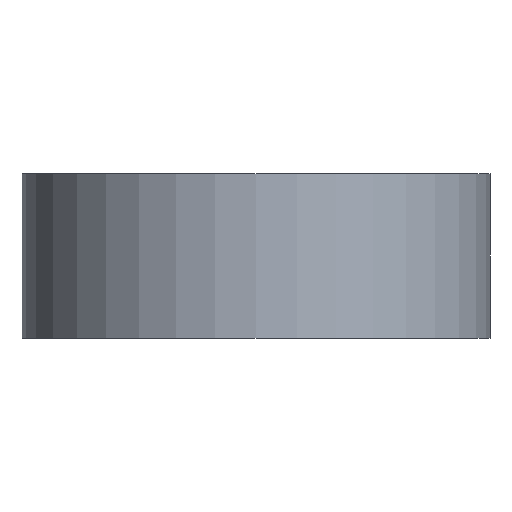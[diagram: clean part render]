
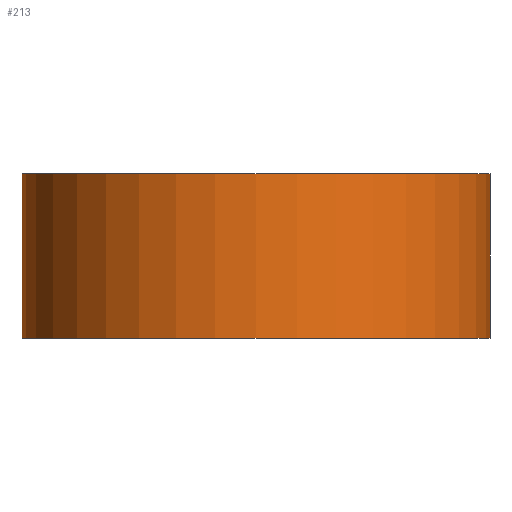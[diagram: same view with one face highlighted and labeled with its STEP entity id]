
A CAD part, front view. The second image highlights one B-rep face of the part: STEP entity #213.
In plain terms, the highlighted cylindrical face has radius 22.644 mm (diameter 45.288 mm), a partial arc.
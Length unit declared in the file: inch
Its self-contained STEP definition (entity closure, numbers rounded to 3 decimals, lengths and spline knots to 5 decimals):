
#10 = DIRECTION ( 'NONE',  ( 0., 0., -1. ) ) ;
#17 = EDGE_LOOP ( 'NONE', ( #372, #236, #424, #180 ) ) ;
#20 = CARTESIAN_POINT ( 'NONE',  ( -0.048, -2.156, 0.3125 ) ) ;
#68 = DIRECTION ( 'NONE',  ( 0., 0., -1. ) ) ;
#71 = VERTEX_POINT ( 'NONE', #376 ) ;
#77 = CIRCLE ( 'NONE', #469, 0.8915 ) ;
#81 = VECTOR ( 'NONE', #10, 39.37008 ) ;
#82 = VERTEX_POINT ( 'NONE', #453 ) ;
#84 = EDGE_CURVE ( 'NONE', #287, #398, #320, .T. ) ;
#106 = CARTESIAN_POINT ( 'NONE',  ( -0.048, -2.156, -0.3125 ) ) ;
#116 = AXIS2_PLACEMENT_3D ( 'NONE', #488, #162, #279 ) ;
#119 = FACE_OUTER_BOUND ( 'NONE', #17, .T. ) ;
#162 = DIRECTION ( 'NONE',  ( 0., 0., -1. ) ) ;
#176 = CIRCLE ( 'NONE', #552, 0.8915 ) ;
#180 = ORIENTED_EDGE ( 'NONE', *, *, #84, .T. ) ;
#186 = CYLINDRICAL_SURFACE ( 'NONE', #116, 0.8915 ) ;
#213 = ADVANCED_FACE ( 'NONE', ( #119 ), #186, .T. ) ;
#224 = CARTESIAN_POINT ( 'NONE',  ( 0.8435, -2.156, -0.3125 ) ) ;
#236 = ORIENTED_EDGE ( 'NONE', *, *, #327, .F. ) ;
#272 = DIRECTION ( 'NONE',  ( 0., 0., -1. ) ) ;
#279 = DIRECTION ( 'NONE',  ( -1., 0., 0. ) ) ;
#281 = CARTESIAN_POINT ( 'NONE',  ( 0.8435, -2.156, 0.3125 ) ) ;
#287 = VERTEX_POINT ( 'NONE', #20 ) ;
#295 = DIRECTION ( 'NONE',  ( 1., 0., 0. ) ) ;
#301 = EDGE_CURVE ( 'NONE', #71, #287, #77, .T. ) ;
#304 = VECTOR ( 'NONE', #446, 39.37008 ) ;
#308 = EDGE_CURVE ( 'NONE', #82, #398, #176, .T. ) ;
#320 = LINE ( 'NONE', #504, #304 ) ;
#327 = EDGE_CURVE ( 'NONE', #71, #82, #430, .T. ) ;
#341 = CARTESIAN_POINT ( 'NONE',  ( 0.8435, -1.2645, 0.3125 ) ) ;
#372 = ORIENTED_EDGE ( 'NONE', *, *, #308, .F. ) ;
#376 = CARTESIAN_POINT ( 'NONE',  ( 0.8435, -1.2645, 0.3125 ) ) ;
#398 = VERTEX_POINT ( 'NONE', #106 ) ;
#424 = ORIENTED_EDGE ( 'NONE', *, *, #301, .T. ) ;
#430 = LINE ( 'NONE', #341, #81 ) ;
#446 = DIRECTION ( 'NONE',  ( 0., 0., -1. ) ) ;
#453 = CARTESIAN_POINT ( 'NONE',  ( 0.8435, -1.2645, -0.3125 ) ) ;
#469 = AXIS2_PLACEMENT_3D ( 'NONE', #281, #272, #295 ) ;
#488 = CARTESIAN_POINT ( 'NONE',  ( 0.8435, -2.156, 0.3125 ) ) ;
#504 = CARTESIAN_POINT ( 'NONE',  ( -0.048, -2.156, 0.3125 ) ) ;
#516 = DIRECTION ( 'NONE',  ( 1., 0., 0. ) ) ;
#552 = AXIS2_PLACEMENT_3D ( 'NONE', #224, #68, #516 ) ;
